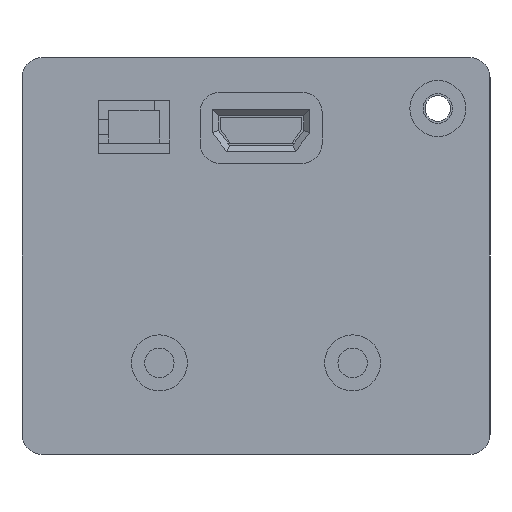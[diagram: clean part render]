
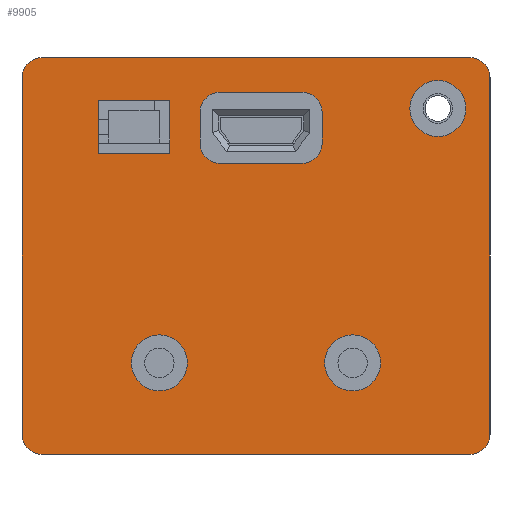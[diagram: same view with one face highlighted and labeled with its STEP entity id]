
A CAD part, left-side view. The second image highlights one B-rep face of the part: STEP entity #9905.
In plain terms, the highlighted planar face has unit normal (-1, 0, 0).
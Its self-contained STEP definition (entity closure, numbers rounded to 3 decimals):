
#478=FACE_BOUND('',#1991,.T.);
#479=FACE_BOUND('',#1992,.T.);
#480=FACE_BOUND('',#1993,.T.);
#481=FACE_BOUND('',#1994,.T.);
#482=FACE_BOUND('',#1995,.T.);
#813=PLANE('',#10587);
#1354=FACE_OUTER_BOUND('',#1990,.T.);
#1990=EDGE_LOOP('',(#9248,#9249,#9250,#9251,#9252,#9253,#9254,#9255));
#1991=EDGE_LOOP('',(#9256,#9257,#9258,#9259));
#1992=EDGE_LOOP('',(#9260,#9261,#9262,#9263,#9264,#9265,#9266,#9267));
#1993=EDGE_LOOP('',(#9268));
#1994=EDGE_LOOP('',(#9269));
#1995=EDGE_LOOP('',(#9270));
#2925=LINE('',#16537,#3908);
#2931=LINE('',#16552,#3914);
#2933=LINE('',#16558,#3916);
#2951=LINE('',#16595,#3934);
#2953=LINE('',#16599,#3936);
#2955=LINE('',#16603,#3938);
#2957=LINE('',#16606,#3940);
#2958=LINE('',#16610,#3941);
#2962=LINE('',#16619,#3945);
#2965=LINE('',#16627,#3948);
#2968=LINE('',#16635,#3951);
#2978=LINE('',#16680,#3961);
#3908=VECTOR('',#12680,10.);
#3914=VECTOR('',#12696,10.);
#3916=VECTOR('',#12704,10.);
#3934=VECTOR('',#12740,10.);
#3936=VECTOR('',#12744,10.);
#3938=VECTOR('',#12748,10.);
#3940=VECTOR('',#12752,10.);
#3941=VECTOR('',#12755,10.);
#3945=VECTOR('',#12765,10.);
#3948=VECTOR('',#12774,10.);
#3951=VECTOR('',#12783,10.);
#3961=VECTOR('',#12845,10.);
#4141=CIRCLE('',#10524,2.);
#4146=CIRCLE('',#10532,2.);
#4147=CIRCLE('',#10534,2.);
#4148=CIRCLE('',#10537,2.);
#4149=CIRCLE('',#10553,2.);
#4150=CIRCLE('',#10556,2.);
#4151=CIRCLE('',#10559,2.);
#4152=CIRCLE('',#10562,2.);
#4155=CIRCLE('',#10568,2.75);
#4158=CIRCLE('',#10574,2.75);
#4161=CIRCLE('',#10580,2.75);
#5029=VERTEX_POINT('',#16511);
#5030=VERTEX_POINT('',#16512);
#5039=VERTEX_POINT('',#16536);
#5040=VERTEX_POINT('',#16540);
#5041=VERTEX_POINT('',#16544);
#5042=VERTEX_POINT('',#16545);
#5043=VERTEX_POINT('',#16550);
#5044=VERTEX_POINT('',#16554);
#5053=VERTEX_POINT('',#16592);
#5054=VERTEX_POINT('',#16594);
#5055=VERTEX_POINT('',#16598);
#5056=VERTEX_POINT('',#16602);
#5057=VERTEX_POINT('',#16608);
#5058=VERTEX_POINT('',#16609);
#5059=VERTEX_POINT('',#16614);
#5060=VERTEX_POINT('',#16618);
#5061=VERTEX_POINT('',#16622);
#5062=VERTEX_POINT('',#16626);
#5063=VERTEX_POINT('',#16630);
#5064=VERTEX_POINT('',#16634);
#5067=VERTEX_POINT('',#16647);
#5070=VERTEX_POINT('',#16658);
#5073=VERTEX_POINT('',#16669);
#6390=EDGE_CURVE('',#5029,#5030,#4141,.T.);
#6403=EDGE_CURVE('',#5039,#5030,#2925,.T.);
#6405=EDGE_CURVE('',#5039,#5040,#4146,.T.);
#6407=EDGE_CURVE('',#5041,#5042,#4147,.T.);
#6411=EDGE_CURVE('',#5041,#5043,#2931,.T.);
#6412=EDGE_CURVE('',#5044,#5043,#4148,.T.);
#6414=EDGE_CURVE('',#5044,#5040,#2933,.T.);
#6432=EDGE_CURVE('',#5054,#5053,#2951,.T.);
#6434=EDGE_CURVE('',#5055,#5054,#2953,.T.);
#6436=EDGE_CURVE('',#5056,#5055,#2955,.T.);
#6438=EDGE_CURVE('',#5053,#5056,#2957,.T.);
#6439=EDGE_CURVE('',#5057,#5058,#2958,.T.);
#6442=EDGE_CURVE('',#5059,#5057,#4149,.T.);
#6444=EDGE_CURVE('',#5060,#5059,#2962,.T.);
#6446=EDGE_CURVE('',#5061,#5060,#4150,.T.);
#6448=EDGE_CURVE('',#5062,#5061,#2965,.T.);
#6450=EDGE_CURVE('',#5063,#5062,#4151,.T.);
#6452=EDGE_CURVE('',#5064,#5063,#2968,.T.);
#6454=EDGE_CURVE('',#5058,#5064,#4152,.T.);
#6458=EDGE_CURVE('',#5067,#5067,#4155,.T.);
#6463=EDGE_CURVE('',#5070,#5070,#4158,.T.);
#6468=EDGE_CURVE('',#5073,#5073,#4161,.T.);
#6472=EDGE_CURVE('',#5029,#5042,#2978,.T.);
#9248=ORIENTED_EDGE('',*,*,#6390,.F.);
#9249=ORIENTED_EDGE('',*,*,#6472,.T.);
#9250=ORIENTED_EDGE('',*,*,#6407,.F.);
#9251=ORIENTED_EDGE('',*,*,#6411,.T.);
#9252=ORIENTED_EDGE('',*,*,#6412,.F.);
#9253=ORIENTED_EDGE('',*,*,#6414,.T.);
#9254=ORIENTED_EDGE('',*,*,#6405,.F.);
#9255=ORIENTED_EDGE('',*,*,#6403,.T.);
#9256=ORIENTED_EDGE('',*,*,#6432,.T.);
#9257=ORIENTED_EDGE('',*,*,#6438,.T.);
#9258=ORIENTED_EDGE('',*,*,#6436,.T.);
#9259=ORIENTED_EDGE('',*,*,#6434,.T.);
#9260=ORIENTED_EDGE('',*,*,#6439,.T.);
#9261=ORIENTED_EDGE('',*,*,#6454,.T.);
#9262=ORIENTED_EDGE('',*,*,#6452,.T.);
#9263=ORIENTED_EDGE('',*,*,#6450,.T.);
#9264=ORIENTED_EDGE('',*,*,#6448,.T.);
#9265=ORIENTED_EDGE('',*,*,#6446,.T.);
#9266=ORIENTED_EDGE('',*,*,#6444,.T.);
#9267=ORIENTED_EDGE('',*,*,#6442,.T.);
#9268=ORIENTED_EDGE('',*,*,#6458,.T.);
#9269=ORIENTED_EDGE('',*,*,#6463,.T.);
#9270=ORIENTED_EDGE('',*,*,#6468,.T.);
#9905=ADVANCED_FACE('',(#1354,#478,#479,#480,#481,#482),#813,.T.);
#10524=AXIS2_PLACEMENT_3D('',#16513,#12658,#12659);
#10532=AXIS2_PLACEMENT_3D('',#16541,#12684,#12685);
#10534=AXIS2_PLACEMENT_3D('',#16546,#12689,#12690);
#10537=AXIS2_PLACEMENT_3D('',#16555,#12699,#12700);
#10553=AXIS2_PLACEMENT_3D('',#16615,#12760,#12761);
#10556=AXIS2_PLACEMENT_3D('',#16623,#12769,#12770);
#10559=AXIS2_PLACEMENT_3D('',#16631,#12778,#12779);
#10562=AXIS2_PLACEMENT_3D('',#16638,#12787,#12788);
#10568=AXIS2_PLACEMENT_3D('',#16648,#12800,#12801);
#10574=AXIS2_PLACEMENT_3D('',#16659,#12814,#12815);
#10580=AXIS2_PLACEMENT_3D('',#16670,#12828,#12829);
#10587=AXIS2_PLACEMENT_3D('',#16681,#12846,#12847);
#12658=DIRECTION('center_axis',(1.,0.,0.));
#12659=DIRECTION('ref_axis',(0.,-0.707,-0.707));
#12680=DIRECTION('',(0.,-1.,0.));
#12684=DIRECTION('center_axis',(1.,0.,0.));
#12685=DIRECTION('ref_axis',(0.,0.707,-0.707));
#12689=DIRECTION('center_axis',(1.,0.,0.));
#12690=DIRECTION('ref_axis',(0.,-0.707,0.707));
#12696=DIRECTION('',(0.,1.,0.));
#12699=DIRECTION('center_axis',(1.,0.,0.));
#12700=DIRECTION('ref_axis',(0.,0.707,0.707));
#12704=DIRECTION('',(0.,0.,-1.));
#12740=DIRECTION('',(0.,0.,1.));
#12744=DIRECTION('',(0.,1.,0.));
#12748=DIRECTION('',(0.,0.,-1.));
#12752=DIRECTION('',(0.,-1.,0.));
#12755=DIRECTION('',(0.,0.,1.));
#12760=DIRECTION('center_axis',(1.,0.,0.));
#12761=DIRECTION('ref_axis',(0.,1.,0.));
#12765=DIRECTION('',(0.,1.,0.));
#12769=DIRECTION('center_axis',(1.,0.,0.));
#12770=DIRECTION('ref_axis',(0.,0.,-1.));
#12774=DIRECTION('',(0.,0.,-1.));
#12778=DIRECTION('center_axis',(1.,0.,0.));
#12779=DIRECTION('ref_axis',(0.,-1.,0.));
#12783=DIRECTION('',(0.,-1.,0.));
#12787=DIRECTION('center_axis',(1.,0.,0.));
#12788=DIRECTION('ref_axis',(0.,0.,1.));
#12800=DIRECTION('center_axis',(1.,0.,0.));
#12801=DIRECTION('ref_axis',(0.,-1.,0.));
#12814=DIRECTION('center_axis',(1.,0.,0.));
#12815=DIRECTION('ref_axis',(0.,-1.,0.));
#12828=DIRECTION('center_axis',(1.,0.,0.));
#12829=DIRECTION('ref_axis',(0.,-1.,0.));
#12845=DIRECTION('',(0.,0.,1.));
#12846=DIRECTION('center_axis',(-1.,0.,0.));
#12847=DIRECTION('ref_axis',(0.,0.,1.));
#16511=CARTESIAN_POINT('',(-4.,-11.5,-27.));
#16512=CARTESIAN_POINT('',(-4.,-9.5,-29.));
#16513=CARTESIAN_POINT('Origin',(-4.,-9.5,-27.));
#16536=CARTESIAN_POINT('',(-4.,32.5,-29.));
#16537=CARTESIAN_POINT('',(-4.,23.,-29.));
#16540=CARTESIAN_POINT('',(-4.,34.5,-27.));
#16541=CARTESIAN_POINT('Origin',(-4.,32.5,-27.));
#16544=CARTESIAN_POINT('',(-4.,-9.5,10.));
#16545=CARTESIAN_POINT('',(-4.,-11.5,8.));
#16546=CARTESIAN_POINT('Origin',(-4.,-9.5,8.));
#16550=CARTESIAN_POINT('',(-4.,32.5,10.));
#16552=CARTESIAN_POINT('',(-4.,0.,10.));
#16554=CARTESIAN_POINT('',(-4.,34.5,8.));
#16555=CARTESIAN_POINT('Origin',(-4.,32.5,8.));
#16558=CARTESIAN_POINT('',(-4.,34.5,0.25));
#16592=CARTESIAN_POINT('',(-4.,27.,5.8));
#16594=CARTESIAN_POINT('',(-4.,27.,0.6));
#16595=CARTESIAN_POINT('',(-4.,27.,-4.45));
#16598=CARTESIAN_POINT('',(-4.,20.,0.6));
#16599=CARTESIAN_POINT('',(-4.,15.75,0.6));
#16602=CARTESIAN_POINT('',(-4.,20.,5.8));
#16603=CARTESIAN_POINT('',(-4.,20.,-1.85));
#16606=CARTESIAN_POINT('',(-4.,19.25,5.8));
#16608=CARTESIAN_POINT('',(-4.,17.,1.6));
#16609=CARTESIAN_POINT('',(-4.,17.,4.6));
#16610=CARTESIAN_POINT('',(-4.,17.,-3.95));
#16614=CARTESIAN_POINT('',(-4.,15.,-0.4));
#16615=CARTESIAN_POINT('Origin',(-4.,15.,1.6));
#16618=CARTESIAN_POINT('',(-4.,7.,-0.4));
#16619=CARTESIAN_POINT('',(-4.,9.25,-0.4));
#16622=CARTESIAN_POINT('',(-4.,5.,1.6));
#16623=CARTESIAN_POINT('Origin',(-4.,7.,1.6));
#16626=CARTESIAN_POINT('',(-4.,5.,4.6));
#16627=CARTESIAN_POINT('',(-4.,5.,-2.45));
#16630=CARTESIAN_POINT('',(-4.,7.,6.6));
#16631=CARTESIAN_POINT('Origin',(-4.,7.,4.6));
#16634=CARTESIAN_POINT('',(-4.,15.,6.6));
#16635=CARTESIAN_POINT('',(-4.,13.25,6.6));
#16638=CARTESIAN_POINT('Origin',(-4.,15.,4.6));
#16647=CARTESIAN_POINT('',(-4.,4.75,-20.));
#16648=CARTESIAN_POINT('Origin',(-4.,2.,-20.));
#16658=CARTESIAN_POINT('',(-4.,23.75,-20.));
#16659=CARTESIAN_POINT('Origin',(-4.,21.,-20.));
#16669=CARTESIAN_POINT('',(-4.,-3.618,5.));
#16670=CARTESIAN_POINT('Origin',(-4.,-6.368,5.));
#16680=CARTESIAN_POINT('',(-4.,-11.5,-19.25));
#16681=CARTESIAN_POINT('Origin',(-4.,11.5,-9.5));
